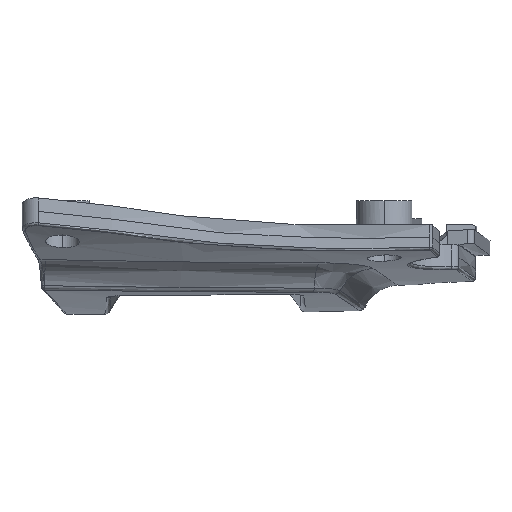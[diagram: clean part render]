
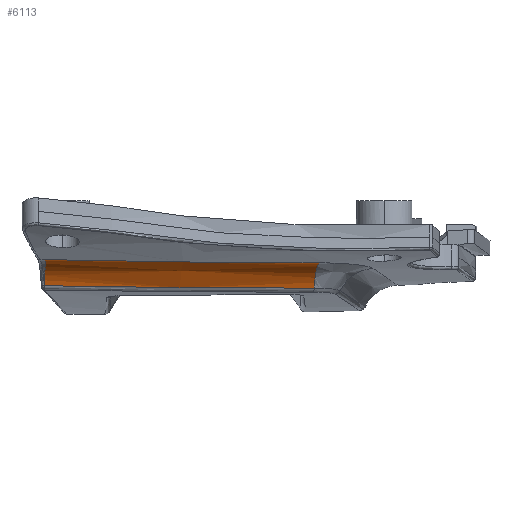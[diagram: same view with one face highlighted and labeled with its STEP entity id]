
A CAD part, left-side view. The second image highlights one B-rep face of the part: STEP entity #6113.
In plain terms, the highlighted free-form (B-spline) face has degree [3, 2] with [6, 3] control points.
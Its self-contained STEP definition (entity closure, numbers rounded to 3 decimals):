
#767 = CARTESIAN_POINT ( 'NONE',  ( -53.296, 132.393, -21.486 ) ) ;
#771 = VERTEX_POINT ( 'NONE', #19541 ) ;
#905 = CARTESIAN_POINT ( 'NONE',  ( -55.115, 162.186, -21.064 ) ) ;
#999 = B_SPLINE_CURVE_WITH_KNOTS ( 'NONE', 3,
 ( #22750, #24612, #13428, #1973, #15312, #3928 ),
 .UNSPECIFIED., .F., .F.,
 ( 4, 2, 4 ),
 ( 0., 0.022, 0.045 ),
 .UNSPECIFIED. ) ;
#1226 = CARTESIAN_POINT ( 'NONE',  ( -55.115, 162.181, -21.064 ) ) ;
#1973 = CARTESIAN_POINT ( 'NONE',  ( -53.312, 132.397, -21.437 ) ) ;
#2207 = VERTEX_POINT ( 'NONE', #20410 ) ;
#2303 = DIRECTION ( 'NONE',  ( 0.162, -0.987, -0.002 ) ) ;
#2713 = CARTESIAN_POINT ( 'NONE',  ( -53.522, 124.774, -17.912 ) ) ;
#2814 = FACE_OUTER_BOUND ( 'NONE', #6871, .T. ) ;
#3640 = AXIS2_PLACEMENT_3D ( 'NONE', #8179, #21323, #10123 ) ;
#3928 = CARTESIAN_POINT ( 'NONE',  ( -51.186, 117.629, -21.456 ) ) ;
#4449 = AXIS2_PLACEMENT_3D ( 'NONE', #13753, #2303, #15639 ) ;
#4569 = CARTESIAN_POINT ( 'NONE',  ( -55.097, 162.188, -21.125 ) ) ;
#4653 = CARTESIAN_POINT ( 'NONE',  ( -56.074, 116.82, -17.284 ) ) ;
#6083 = CARTESIAN_POINT ( 'NONE',  ( -59.277, 146.903, -17.028 ) ) ;
#6113 = ADVANCED_FACE ( 'NONE', ( #2814 ), #8537, .F. ) ;
#6416 = CARTESIAN_POINT ( 'NONE',  ( -59.79, 162.021, -16.749 ) ) ;
#6505 = CARTESIAN_POINT ( 'NONE',  ( -56.038, 154.617, -17.672 ) ) ;
#6592 = CARTESIAN_POINT ( 'NONE',  ( -51.173, 117.631, -21.495 ) ) ;
#6871 = EDGE_LOOP ( 'NONE', ( #8386, #13410, #8991, #9241, #24244 ) ) ;
#7945 = CARTESIAN_POINT ( 'NONE',  ( -59.79, 162.021, -16.749 ) ) ;
#8024 = CARTESIAN_POINT ( 'NONE',  ( -58.107, 131.817, -17.226 ) ) ;
#8179 = CARTESIAN_POINT ( 'NONE',  ( -61.101, 162.131, -22.859 ) ) ;
#8386 = ORIENTED_EDGE ( 'NONE', *, *, #18819, .F. ) ;
#8442 = CARTESIAN_POINT ( 'NONE',  ( -59.343, 146.887, -17.037 ) ) ;
#8537 =( BOUNDED_SURFACE ( )  B_SPLINE_SURFACE ( 3, 2, ( 
 ( #6416, #21490, #4569 ),
 ( #17821, #6505, #19707 ),
 ( #8442, #21564, #10374 ),
 ( #23471, #12263, #767 ),
 ( #14134, #2713, #16028 ),
 ( #4653, #17904, #6592 ) ),
 .UNSPECIFIED., .F., .F., .F. ) 
 B_SPLINE_SURFACE_WITH_KNOTS ( ( 4, 2, 4 ),
 ( 3, 3 ),
 ( 0.02, 0.043, 0.065 ),
 ( 0., 0.92 ),
 .UNSPECIFIED. ) 
 GEOMETRIC_REPRESENTATION_ITEM ( )  RATIONAL_B_SPLINE_SURFACE ( (
 ( 1., 0.848, 0.976),
 ( 1., 0.847, 0.976),
 ( 1., 0.847, 0.975),
 ( 1., 0.846, 0.975),
 ( 1., 0.845, 0.975),
 ( 1., 0.843, 0.975) ) ) 
 REPRESENTATION_ITEM ( '' )  SURFACE ( )  );
#8991 = ORIENTED_EDGE ( 'NONE', *, *, #15338, .T. ) ;
#9043 = EDGE_CURVE ( 'NONE', #15901, #2207, #24181, .T. ) ;
#9241 = ORIENTED_EDGE ( 'NONE', *, *, #20682, .T. ) ;
#9973 = CARTESIAN_POINT ( 'NONE',  ( -56.074, 116.82, -17.284 ) ) ;
#10040 = CIRCLE ( 'NONE', #3640, 6.25 ) ;
#10123 = DIRECTION ( 'NONE',  ( 0., -0.021, 1. ) ) ;
#10374 = CARTESIAN_POINT ( 'NONE',  ( -54.605, 147.267, -21.362 ) ) ;
#11083 = EDGE_CURVE ( 'NONE', #11654, #771, #19699, .T. ) ;
#11341 = VERTEX_POINT ( 'NONE', #22340 ) ;
#11654 = VERTEX_POINT ( 'NONE', #905 ) ;
#11777 = CARTESIAN_POINT ( 'NONE',  ( -59.743, 158.239, -16.827 ) ) ;
#12263 = CARTESIAN_POINT ( 'NONE',  ( -54.423, 132.22, -17.897 ) ) ;
#13410 = ORIENTED_EDGE ( 'NONE', *, *, #11083, .T. ) ;
#13428 = CARTESIAN_POINT ( 'NONE',  ( -54.622, 147.253, -21.305 ) ) ;
#13753 = CARTESIAN_POINT ( 'NONE',  ( -57.029, 116.675, -23.459 ) ) ;
#14134 = CARTESIAN_POINT ( 'NONE',  ( -57.221, 124.274, -17.282 ) ) ;
#14578 = CARTESIAN_POINT ( 'NONE',  ( -55.114, 162.179, -21.064 ) ) ;
#15312 = CARTESIAN_POINT ( 'NONE',  ( -52.386, 124.998, -21.466 ) ) ;
#15338 = EDGE_CURVE ( 'NONE', #771, #11341, #999, .T. ) ;
#15639 = DIRECTION ( 'NONE',  ( 0.987, 0.162, 0. ) ) ;
#15901 = VERTEX_POINT ( 'NONE', #24163 ) ;
#16028 = CARTESIAN_POINT ( 'NONE',  ( -52.367, 124.975, -21.51 ) ) ;
#17420 = CARTESIAN_POINT ( 'NONE',  ( -59.632, 154.459, -16.899 ) ) ;
#17821 = CARTESIAN_POINT ( 'NONE',  ( -59.697, 154.455, -16.905 ) ) ;
#17904 = CARTESIAN_POINT ( 'NONE',  ( -52.355, 117.431, -17.873 ) ) ;
#18819 = EDGE_CURVE ( 'NONE', #11654, #15901, #10040, .T. ) ;
#19309 = CARTESIAN_POINT ( 'NONE',  ( -59.034, 143.127, -17.084 ) ) ;
#19541 = CARTESIAN_POINT ( 'NONE',  ( -55.114, 162.179, -21.064 ) ) ;
#19699 = B_SPLINE_CURVE_WITH_KNOTS ( 'NONE', 3,
 ( #20153, #22019, #1226, #14578 ),
 .UNSPECIFIED., .F., .F.,
 ( 4, 4 ),
 ( 0., 0. ),
 .UNSPECIFIED. ) ;
#19707 = CARTESIAN_POINT ( 'NONE',  ( -54.987, 154.729, -21.261 ) ) ;
#20153 = CARTESIAN_POINT ( 'NONE',  ( -55.115, 162.186, -21.064 ) ) ;
#20410 = CARTESIAN_POINT ( 'NONE',  ( -56.074, 116.82, -17.284 ) ) ;
#20682 = EDGE_CURVE ( 'NONE', #11341, #2207, #23512, .T. ) ;
#21175 = CARTESIAN_POINT ( 'NONE',  ( -57.224, 124.299, -17.282 ) ) ;
#21323 = DIRECTION ( 'NONE',  ( 0.016, -1., -0.021 ) ) ;
#21490 = CARTESIAN_POINT ( 'NONE',  ( -56.133, 162.095, -17.533 ) ) ;
#21564 = CARTESIAN_POINT ( 'NONE',  ( -55.678, 147.132, -17.777 ) ) ;
#22019 = CARTESIAN_POINT ( 'NONE',  ( -55.115, 162.184, -21.064 ) ) ;
#22340 = CARTESIAN_POINT ( 'NONE',  ( -51.186, 117.629, -21.456 ) ) ;
#22750 = CARTESIAN_POINT ( 'NONE',  ( -55.114, 162.179, -21.064 ) ) ;
#23471 = CARTESIAN_POINT ( 'NONE',  ( -58.105, 131.797, -17.226 ) ) ;
#23512 = CIRCLE ( 'NONE', #4449, 6.25 ) ;
#24163 = CARTESIAN_POINT ( 'NONE',  ( -59.79, 162.021, -16.749 ) ) ;
#24181 = B_SPLINE_CURVE_WITH_KNOTS ( 'NONE', 3,
 ( #7945, #11777, #17420, #6083, #19309, #8024, #21175, #9973 ),
 .UNSPECIFIED., .F., .F.,
 ( 4, 2, 2, 4 ),
 ( 0., 0.011, 0.023, 0.045 ),
 .UNSPECIFIED. ) ;
#24244 = ORIENTED_EDGE ( 'NONE', *, *, #9043, .F. ) ;
#24612 = CARTESIAN_POINT ( 'NONE',  ( -55.005, 154.715, -21.202 ) ) ;
